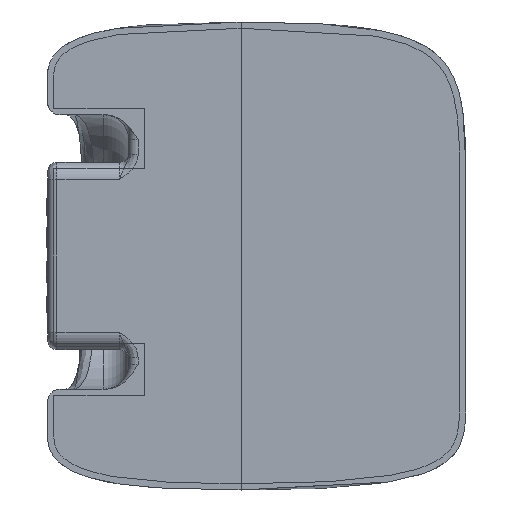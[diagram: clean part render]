
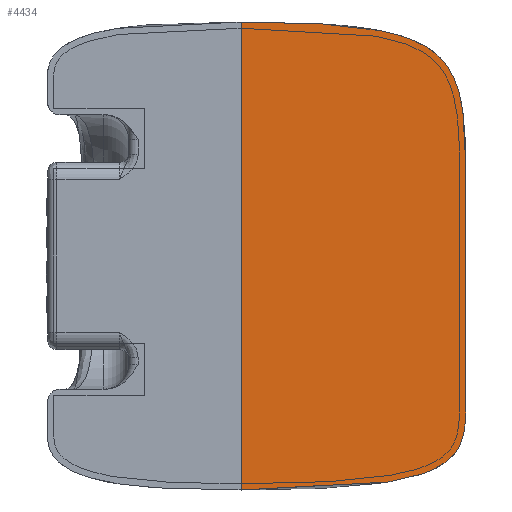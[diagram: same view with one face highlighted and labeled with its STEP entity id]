
A CAD part, left-side view. The second image highlights one B-rep face of the part: STEP entity #4434.
In plain terms, the highlighted planar face has unit normal (-1, 0, 0).
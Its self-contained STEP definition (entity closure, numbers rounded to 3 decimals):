
#368=FACE_OUTER_BOUND('',#642,.T.);
#642=EDGE_LOOP('',(#2968,#2969,#2970,#2971));
#958=LINE('',#6052,#1294);
#966=LINE('',#6137,#1302);
#1294=VECTOR('',#5044,75.);
#1302=VECTOR('',#5056,40.);
#1633=B_SPLINE_CURVE_WITH_KNOTS('',3,(#6132,#6133,#6134,#6135),
 .UNSPECIFIED.,.F.,.F.,(4,4),(1.,2.),.UNSPECIFIED.);
#1634=B_SPLINE_CURVE_WITH_KNOTS('',3,(#6138,#6139,#6140,#6141),
 .UNSPECIFIED.,.F.,.F.,(4,4),(1.,2.),.UNSPECIFIED.);
#1843=VERTEX_POINT('',#6049);
#1844=VERTEX_POINT('',#6051);
#1856=VERTEX_POINT('',#6131);
#1857=VERTEX_POINT('',#6136);
#2282=EDGE_CURVE('',#1844,#1843,#958,.T.);
#2296=EDGE_CURVE('',#1843,#1856,#1633,.T.);
#2297=EDGE_CURVE('',#1856,#1857,#966,.T.);
#2298=EDGE_CURVE('',#1857,#1844,#1634,.T.);
#2968=ORIENTED_EDGE('',*,*,#2282,.T.);
#2969=ORIENTED_EDGE('',*,*,#2296,.T.);
#2970=ORIENTED_EDGE('',*,*,#2297,.T.);
#2971=ORIENTED_EDGE('',*,*,#2298,.T.);
#4298=PLANE('',#4712);
#4434=ADVANCED_FACE('',(#368),#4298,.F.);
#4712=AXIS2_PLACEMENT_3D('',#6130,#5054,#5055);
#5044=DIRECTION('',(0.,0.,-1.));
#5054=DIRECTION('center_axis',(1.,0.,0.));
#5055=DIRECTION('ref_axis',(0.,0.,-1.));
#5056=DIRECTION('',(0.,0.,1.));
#6049=CARTESIAN_POINT('',(-120.,2.5,-37.5));
#6051=CARTESIAN_POINT('',(-120.,2.5,37.5));
#6052=CARTESIAN_POINT('',(-120.,2.5,-33.355));
#6130=CARTESIAN_POINT('Origin',(-120.,1.176,-0.459));
#6131=CARTESIAN_POINT('',(-120.,-33.5,-25.));
#6132=CARTESIAN_POINT('Ctrl Pts',(-120.,2.5,-37.5));
#6133=CARTESIAN_POINT('Ctrl Pts',(-120.,-29.469,-37.5));
#6134=CARTESIAN_POINT('Ctrl Pts',(-120.,-33.5,-33.855));
#6135=CARTESIAN_POINT('Ctrl Pts',(-120.,-33.5,-25.));
#6136=CARTESIAN_POINT('',(-120.,-33.5,15.));
#6137=CARTESIAN_POINT('',(-120.,-33.5,-25.));
#6138=CARTESIAN_POINT('Ctrl Pts',(-120.,-33.5,15.));
#6139=CARTESIAN_POINT('Ctrl Pts',(-120.,-33.5,33.855));
#6140=CARTESIAN_POINT('Ctrl Pts',(-120.,-29.469,37.5));
#6141=CARTESIAN_POINT('Ctrl Pts',(-120.,2.5,37.5));
